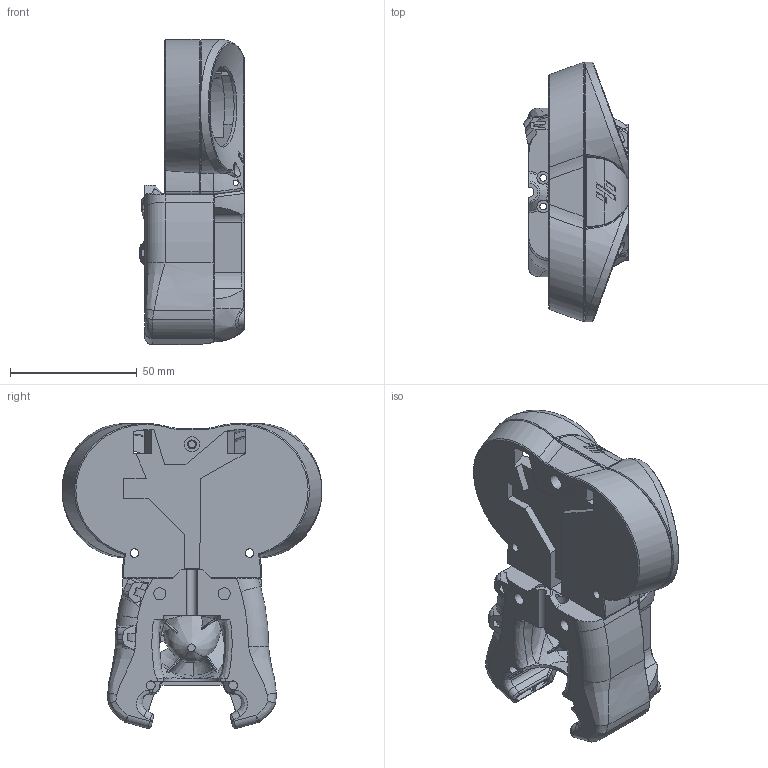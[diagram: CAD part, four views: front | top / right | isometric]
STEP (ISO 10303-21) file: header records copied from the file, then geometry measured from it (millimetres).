
FILE_DESCRIPTION(/* description */ (''),/* implementation_level */ '2;1');
FILE_NAME(/* name */ 'LoudOwl for split ABBN v2.step',/* time_stamp */ '2021-08-03T16:29:48+03:00',/* author */ (''),/* organization */ (''),/* preprocessor_version */ 'ST-DEVELOPER v18.1',/* originating_system */ 'Autodesk Translation Framework v10.9.0.1377',/* authorisation */ '');
FILE_SCHEMA (('AUTOMOTIVE_DESIGN { 1 0 10303 214 3 1 1 }'));
Products named in the file (11): LoudOwl for split ABBN; Afterburner_Master_Assembly v2; Fan Assembly (1)^X Carriage; Front Cover (1)^Fan Assembly (1)_X Carriage; 40x40x10 DC Fan v2 (1)^Front Cover (1)_Fan Assembly (1)_X Carriage; Front Cover (1)-52^Front Cover (1)_Fan Assembly (1)_X Carriage; Blower casing (1)^Fan Assembly (1)_X Carriage; simple fan cut of last v5; AB-BN-30 two-part v2; AB_BN_HOTEND_Front; AB_BN_30_Hotend_Front
Assembly tree (10 placements, depth 5):
  LoudOwl for split ABBN
    Afterburner_Master_Assembly v2
      Fan Assembly (1)^X Carriage
        Front Cover (1)^Fan Assembly (1)_X Carriage
          40x40x10 DC Fan v2 (1)^Front Cover (1)_Fan Assembly (1)_X Carriage
          Front Cover (1)-52^Front Cover (1)_Fan Assembly (1)_X Carriage
        Blower casing (1)^Fan Assembly (1)_X Carriage
    simple fan cut of last v5
    AB-BN-30 two-part v2
      AB_BN_HOTEND_Front
        AB_BN_30_Hotend_Front
Bounding box: 41.4 x 102.56 x 120.41 mm (x, y, z)
Volume: 130880.4 mm3; surface area: 73507.5 mm2
Topology: 8 solids, 8 shells, 1556 faces, 4458 edges, 2911 vertices
Faces by surface type: bspline 754, plane 516, cylinder 204, cone 55, torus 20, sphere 7
Full cylindrical faces by diameter (mm): 2 x1, 2.2 x3, 2.66 x2, 2.9 x1, 3.4 x5, 3.45 x4, 3.5 x4, 4.713 x2, 4.8 x2, 4.995 x1, 5.005 x1, 6 x4, 18.8 x1, 19.2 x1, 20 x1, 32 x2, 38 x1, 38.8 x1
Entity records: 111035 total; most frequent: CARTESIAN_POINT 76458, ORIENTED_EDGE 8904, EDGE_CURVE 4452, DIRECTION 4391, VERTEX_POINT 2911, B_SPLINE_CURVE_WITH_KNOTS 2178, EDGE_LOOP 1637, FACE_OUTER_BOUND 1556
